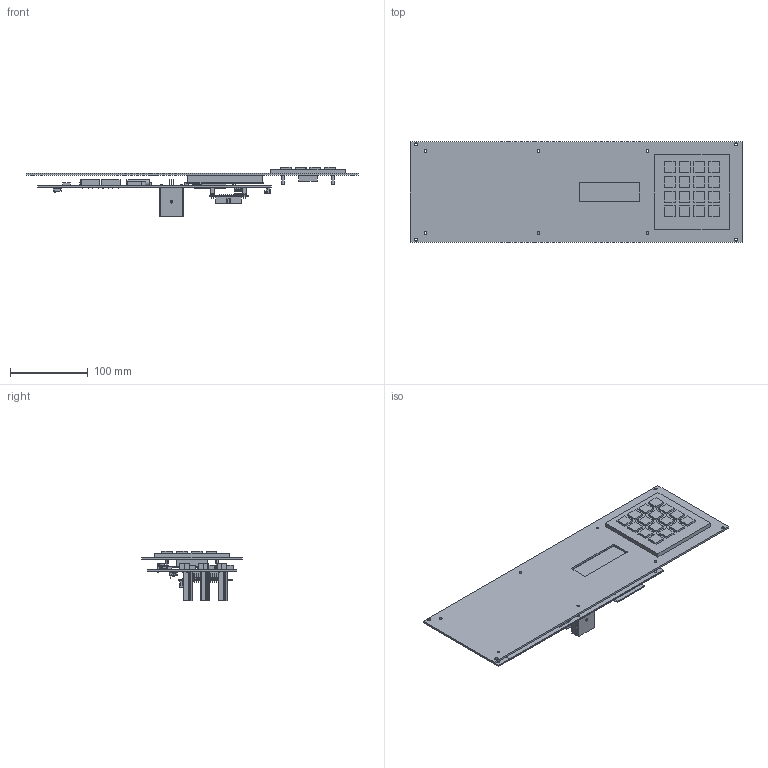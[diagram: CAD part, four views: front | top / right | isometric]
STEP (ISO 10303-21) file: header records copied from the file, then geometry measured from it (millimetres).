
FILE_DESCRIPTION(('Open CASCADE Model'),'2;1');
FILE_NAME('Open CASCADE Shape Model','2017-05-22T16:31:28',('Author'),( 'Open CASCADE'),'Open CASCADE STEP processor 6.8','Open CASCADE 6.8' ,'Unknown');
FILE_SCHEMA(('AUTOMOTIVE_DESIGN { 1 0 10303 214 1 1 1 1 }'));
Length unit declared in the file: millimetre
Products named in the file (288): PCB; Board; R65; 886398984; Extruded; R64; R63; R62; R61; R60; R59; R58; R57; R56; R55; R54; U14; 1146961008; Body; Open_CASCADE_STEP_translator_6.8_1.1.1; Leader; U13; SOIC-8akaD0008AakaM08A; M08A_ASM_82_ASM; BODY_M08A_35; LEAD_M08A_57; TIEBAR_M08A_2_ASM; MANIFOLD_SOLID_BREP_2784; MANIFOLD_SOLID_BREP_2935; MANIFOLD_SOLID_BREP_3086; MANIFOLD_SOLID_BREP_3237; R53; R52; R51; D12; 886398848; D11; D10; C64; C63 ...
Assembly tree (515 placements, depth 6):
  PCB
    Board
    R65
      886398984
        Extruded
    R64
      886398984
        Extruded
    R63
      886398984
        Extruded
    R62
      886398984
        Extruded
    R61
      886398984
        Extruded
    R60
      886398984
        Extruded
    R59
      886398984
        Extruded
    R58
      886398984
        Extruded
    R57
      886398984
        Extruded
    R56
      886398984
        Extruded
    R55
      886398984
        Extruded
    R54
      886398984
        Extruded
    U14
      1146961008
        Body
          Open_CASCADE_STEP_translator_6.8_1.1.1
        Leader  x6
    U13
      SOIC-8akaD0008AakaM08A
        M08A_ASM_82_ASM
          BODY_M08A_35
          LEAD_M08A_57  x8
          TIEBAR_M08A_2_ASM
            MANIFOLD_SOLID_BREP_2784
            MANIFOLD_SOLID_BREP_2935
            MANIFOLD_SOLID_BREP_3086
            MANIFOLD_SOLID_BREP_3237
    R53
      886398984
        Extruded
    R52
      886398984
        Extruded
    R51
Bounding box: 426.52 x 128.7 x 63.77 mm (x, y, z)
Volume: 403810.9 mm3; surface area: 333427.3 mm2
Topology: 416 solids, 419 shells, 12874 faces, 31431 edges, 19714 vertices
Faces by surface type: plane 9058, cylinder 1743, bspline 1510, torus 275, sphere 270, extrusion 16, cone 2
Full cylindrical faces by diameter (mm): 0.13 x206, 0.5 x1, 0.562 x1, 0.7 x1, 5.688 x1, 6.5 x1, 7.9 x3, 11.44 x3
Entity records: 236602 total; most frequent: CARTESIAN_POINT 68063, ORIENTED_EDGE 28719, DIRECTION 27054, EDGE_CURVE 14362, VECTOR 11482, LINE 11466, VERTEX_POINT 8885, AXIS2_PLACEMENT_3D 7786
